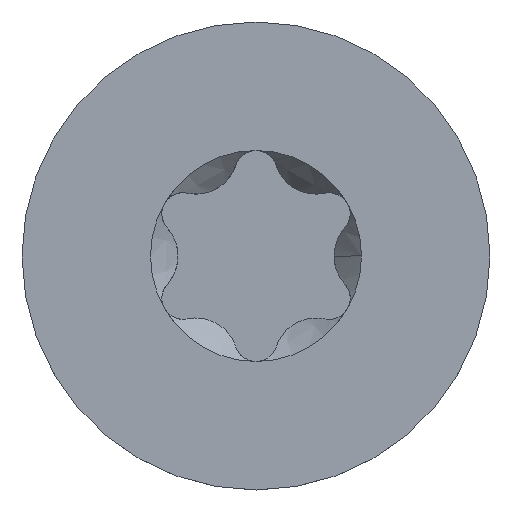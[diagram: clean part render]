
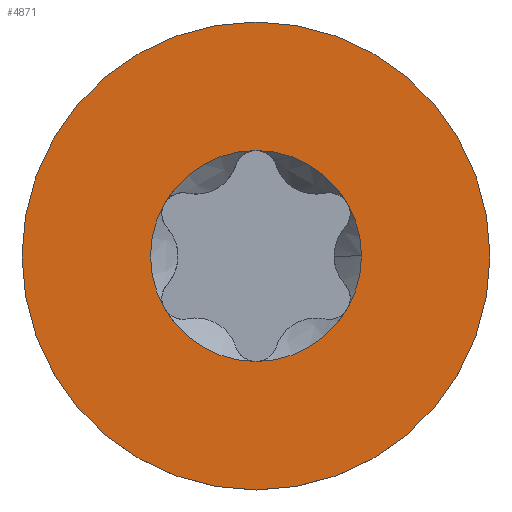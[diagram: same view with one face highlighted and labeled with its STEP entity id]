
A CAD part, top view. The second image highlights one B-rep face of the part: STEP entity #4871.
In plain terms, the highlighted planar face has unit normal (0, 0, 1).
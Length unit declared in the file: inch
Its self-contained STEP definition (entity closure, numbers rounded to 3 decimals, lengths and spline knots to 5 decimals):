
#202 = CARTESIAN_POINT ( 'NONE',  ( 0., -0.108, 1. ) ) ;
#334 = CARTESIAN_POINT ( 'NONE',  ( 0., 0., 1. ) ) ;
#479 = EDGE_LOOP ( 'NONE', ( #5060, #10837 ) ) ;
#626 = VERTEX_POINT ( 'NONE', #10715 ) ;
#898 = CARTESIAN_POINT ( 'NONE',  ( 0., 0., 1. ) ) ;
#1169 = CARTESIAN_POINT ( 'NONE',  ( 0., 0., 1. ) ) ;
#1284 = DIRECTION ( 'NONE',  ( 0., 0., 1. ) ) ;
#1881 = DIRECTION ( 'NONE',  ( 1., 0., 0. ) ) ;
#1890 = EDGE_CURVE ( 'NONE', #13194, #8968, #10931, .T. ) ;
#1917 = DIRECTION ( 'NONE',  ( 0., 0., 1. ) ) ;
#2290 = FACE_BOUND ( 'NONE', #6139, .T. ) ;
#2457 = AXIS2_PLACEMENT_3D ( 'NONE', #9182, #12360, #4147 ) ;
#2680 = AXIS2_PLACEMENT_3D ( 'NONE', #5286, #9416, #12509 ) ;
#3061 = EDGE_CURVE ( 'NONE', #5871, #626, #4495, .T. ) ;
#3479 = AXIS2_PLACEMENT_3D ( 'NONE', #8773, #7697, #3650 ) ;
#3650 = DIRECTION ( 'NONE',  ( 1., 0., 0. ) ) ;
#3877 = CIRCLE ( 'NONE', #2457, 0.108 ) ;
#4053 = ORIENTED_EDGE ( 'NONE', *, *, #4800, .F. ) ;
#4147 = DIRECTION ( 'NONE',  ( 1., 0., 0. ) ) ;
#4213 = FACE_OUTER_BOUND ( 'NONE', #479, .T. ) ;
#4219 = CIRCLE ( 'NONE', #3479, 0.108 ) ;
#4419 = ORIENTED_EDGE ( 'NONE', *, *, #6978, .F. ) ;
#4495 = CIRCLE ( 'NONE', #8127, 0.2395 ) ;
#4660 = ORIENTED_EDGE ( 'NONE', *, *, #11537, .F. ) ;
#4723 = ORIENTED_EDGE ( 'NONE', *, *, #1890, .F. ) ;
#4800 = EDGE_CURVE ( 'NONE', #4830, #13194, #12404, .T. ) ;
#4830 = VERTEX_POINT ( 'NONE', #12511 ) ;
#4871 = ADVANCED_FACE ( 'NONE', ( #2290, #4213 ), #10494, .T. ) ;
#5053 = VERTEX_POINT ( 'NONE', #7883 ) ;
#5060 = ORIENTED_EDGE ( 'NONE', *, *, #9967, .T. ) ;
#5114 = DIRECTION ( 'NONE',  ( 1., 0., 0. ) ) ;
#5286 = CARTESIAN_POINT ( 'NONE',  ( 0., 0., 1. ) ) ;
#5335 = EDGE_CURVE ( 'NONE', #5566, #11450, #3877, .T. ) ;
#5413 = CARTESIAN_POINT ( 'NONE',  ( 0., 0., 1. ) ) ;
#5566 = VERTEX_POINT ( 'NONE', #8235 ) ;
#5644 = ORIENTED_EDGE ( 'NONE', *, *, #6556, .F. ) ;
#5708 = AXIS2_PLACEMENT_3D ( 'NONE', #5413, #1284, #11539 ) ;
#5818 = AXIS2_PLACEMENT_3D ( 'NONE', #898, #7098, #8095 ) ;
#5871 = VERTEX_POINT ( 'NONE', #6949 ) ;
#6139 = EDGE_LOOP ( 'NONE', ( #4723, #4053, #5644, #4660, #10311, #4419, #6746 ) ) ;
#6332 = AXIS2_PLACEMENT_3D ( 'NONE', #11267, #1917, #12372 ) ;
#6415 = DIRECTION ( 'NONE',  ( 1., 0., 0. ) ) ;
#6556 = EDGE_CURVE ( 'NONE', #12490, #4830, #8404, .T. ) ;
#6746 = ORIENTED_EDGE ( 'NONE', *, *, #7673, .F. ) ;
#6761 = CIRCLE ( 'NONE', #2680, 0.108 ) ;
#6949 = CARTESIAN_POINT ( 'NONE',  ( 0.2395, 0., 1. ) ) ;
#6978 = EDGE_CURVE ( 'NONE', #5053, #5566, #4219, .T. ) ;
#7098 = DIRECTION ( 'NONE',  ( 0., 0., 1. ) ) ;
#7134 = AXIS2_PLACEMENT_3D ( 'NONE', #8033, #9112, #1881 ) ;
#7365 = CARTESIAN_POINT ( 'NONE',  ( 0., 0., 1. ) ) ;
#7421 = CIRCLE ( 'NONE', #7134, 0.2395 ) ;
#7673 = EDGE_CURVE ( 'NONE', #8968, #5053, #10619, .T. ) ;
#7697 = DIRECTION ( 'NONE',  ( 0., 0., 1. ) ) ;
#7865 = AXIS2_PLACEMENT_3D ( 'NONE', #7365, #8481, #8598 ) ;
#7883 = CARTESIAN_POINT ( 'NONE',  ( -0.09353, 0.054, 1. ) ) ;
#8033 = CARTESIAN_POINT ( 'NONE',  ( 0., 0., 1. ) ) ;
#8095 = DIRECTION ( 'NONE',  ( 1., 0., 0. ) ) ;
#8127 = AXIS2_PLACEMENT_3D ( 'NONE', #334, #12601, #6415 ) ;
#8235 = CARTESIAN_POINT ( 'NONE',  ( -0.09353, -0.054, 1. ) ) ;
#8404 = CIRCLE ( 'NONE', #6332, 0.108 ) ;
#8481 = DIRECTION ( 'NONE',  ( 0., 0., 1. ) ) ;
#8598 = DIRECTION ( 'NONE',  ( 1., 0., 0. ) ) ;
#8773 = CARTESIAN_POINT ( 'NONE',  ( 0., 0., 1. ) ) ;
#8968 = VERTEX_POINT ( 'NONE', #9880 ) ;
#9112 = DIRECTION ( 'NONE',  ( 0., 0., 1. ) ) ;
#9182 = CARTESIAN_POINT ( 'NONE',  ( 0., 0., 1. ) ) ;
#9416 = DIRECTION ( 'NONE',  ( 0., 0., 1. ) ) ;
#9568 = CARTESIAN_POINT ( 'NONE',  ( 0.09353, 0.054, 1. ) ) ;
#9880 = CARTESIAN_POINT ( 'NONE',  ( 0., 0.108, 1. ) ) ;
#9967 = EDGE_CURVE ( 'NONE', #626, #5871, #7421, .T. ) ;
#10311 = ORIENTED_EDGE ( 'NONE', *, *, #5335, .F. ) ;
#10494 = PLANE ( 'NONE',  #7865 ) ;
#10619 = CIRCLE ( 'NONE', #5818, 0.108 ) ;
#10715 = CARTESIAN_POINT ( 'NONE',  ( -0.2395, 0., 1. ) ) ;
#10837 = ORIENTED_EDGE ( 'NONE', *, *, #3061, .T. ) ;
#10931 = CIRCLE ( 'NONE', #13081, 0.108 ) ;
#11267 = CARTESIAN_POINT ( 'NONE',  ( 0., 0., 1. ) ) ;
#11325 = DIRECTION ( 'NONE',  ( 0., 0., 1. ) ) ;
#11450 = VERTEX_POINT ( 'NONE', #202 ) ;
#11537 = EDGE_CURVE ( 'NONE', #11450, #12490, #6761, .T. ) ;
#11539 = DIRECTION ( 'NONE',  ( 1., 0., 0. ) ) ;
#12360 = DIRECTION ( 'NONE',  ( 0., 0., 1. ) ) ;
#12372 = DIRECTION ( 'NONE',  ( 1., 0., 0. ) ) ;
#12404 = CIRCLE ( 'NONE', #5708, 0.108 ) ;
#12419 = CARTESIAN_POINT ( 'NONE',  ( 0.09353, -0.054, 1. ) ) ;
#12490 = VERTEX_POINT ( 'NONE', #12419 ) ;
#12509 = DIRECTION ( 'NONE',  ( 1., 0., 0. ) ) ;
#12511 = CARTESIAN_POINT ( 'NONE',  ( 0.108, 0., 1. ) ) ;
#12601 = DIRECTION ( 'NONE',  ( 0., 0., 1. ) ) ;
#13081 = AXIS2_PLACEMENT_3D ( 'NONE', #1169, #11325, #5114 ) ;
#13194 = VERTEX_POINT ( 'NONE', #9568 ) ;
